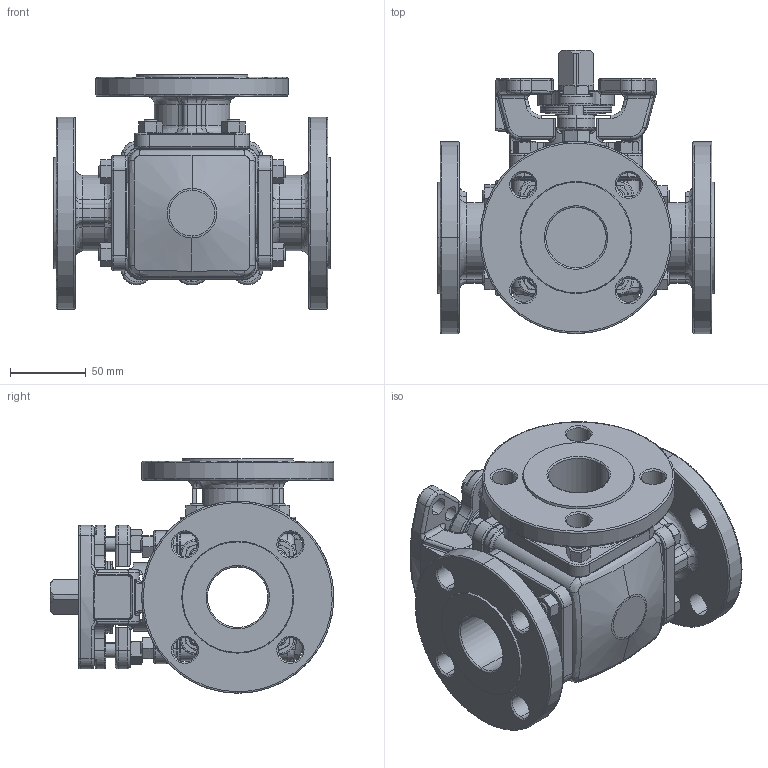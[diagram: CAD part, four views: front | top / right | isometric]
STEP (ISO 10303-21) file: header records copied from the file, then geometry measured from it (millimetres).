
FILE_DESCRIPTION (( 'STEP AP214' ), '1' );
FILE_NAME ('31-F1-0150-XXX BARE STEM.step', '2019-08-21T18:08:13', ( '' ), ( '' ), 'SwSTEP 2.0', 'SolidWorks 2019', '' );
FILE_SCHEMA (( 'AUTOMOTIVE_DESIGN' ));
Length unit declared in the file: inch
Products named in the file (2): 31-F1-0150-XXX BARE STEM
Bounding box: 183 x 187.5 x 155 mm (x, y, z)
Surface area: 227841.8 mm2 (no closed solid volume)
Topology: 0 solids, 50 shells, 984 faces, 2620 edges, 1635 vertices
Faces by surface type: cylinder 318, bspline 285, plane 234, cone 147
Entity records: 55010 total; most frequent: CARTESIAN_POINT 19671, ORIENTED_EDGE 4585, DIRECTION 4579, EDGE_CURVE 2599, AXIS2_PLACEMENT_3D 1907, VERTEX_POINT 1635, CIRCLE 1206, EDGE_LOOP 1108
